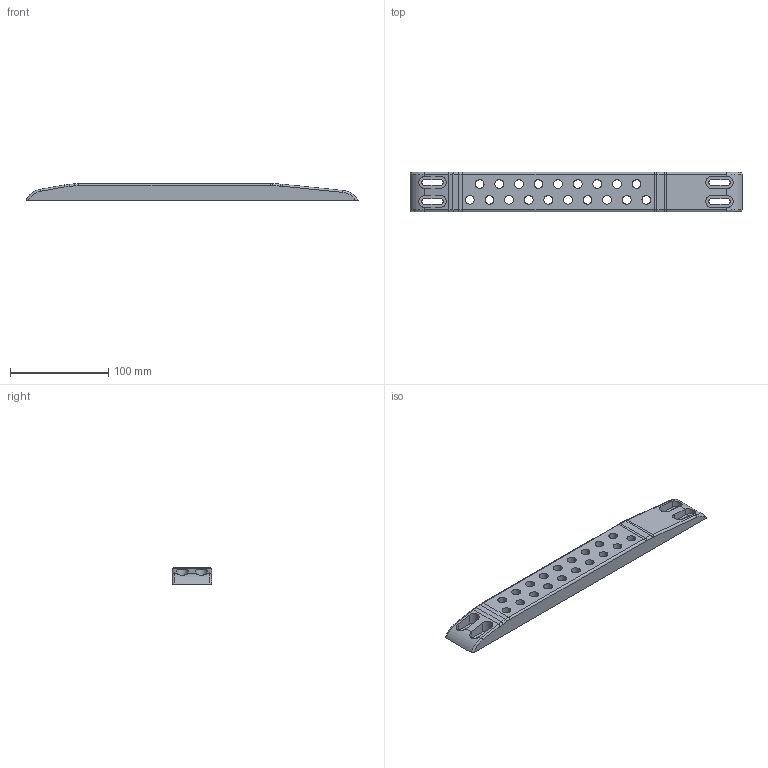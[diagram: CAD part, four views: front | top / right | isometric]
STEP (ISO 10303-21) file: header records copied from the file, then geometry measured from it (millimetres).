
FILE_DESCRIPTION(/* description */ (''),/* implementation_level */ '2;1');
FILE_NAME(/* name */ 'QR Marking RS2 - Cover Protezione Prox ST50.stp',/* time_stamp */ '2022-07-12T23:43:06+02:00',/* author */ ('ENZO'),/* organization */ (''),/* preprocessor_version */ 'ST-DEVELOPER v18.1',/* originating_system */ 'Autodesk Inventor 2022',/* authorisation */ '');
FILE_SCHEMA (('AUTOMOTIVE_DESIGN { 1 0 10303 214 3 1 1 }'));
Length unit declared in the file: millimetre
Products named in the file (1): QR Marking RS2 - Cover Protezione Prox ST50
Bounding box: 338.5 x 40 x 17 mm (x, y, z)
Volume: 137640.5 mm3; surface area: 45783 mm2
Topology: 1 solids, 1 shells, 96 faces, 259 edges, 166 vertices
Faces by surface type: cylinder 51, plane 33, torus 12
Full cylindrical faces by diameter (mm): 9 x19
Entity records: 3277 total; most frequent: CARTESIAN_POINT 630, DIRECTION 563, ORIENTED_EDGE 518, EDGE_CURVE 259, AXIS2_PLACEMENT_3D 215, VERTEX_POINT 166, EDGE_LOOP 143, LINE 133
